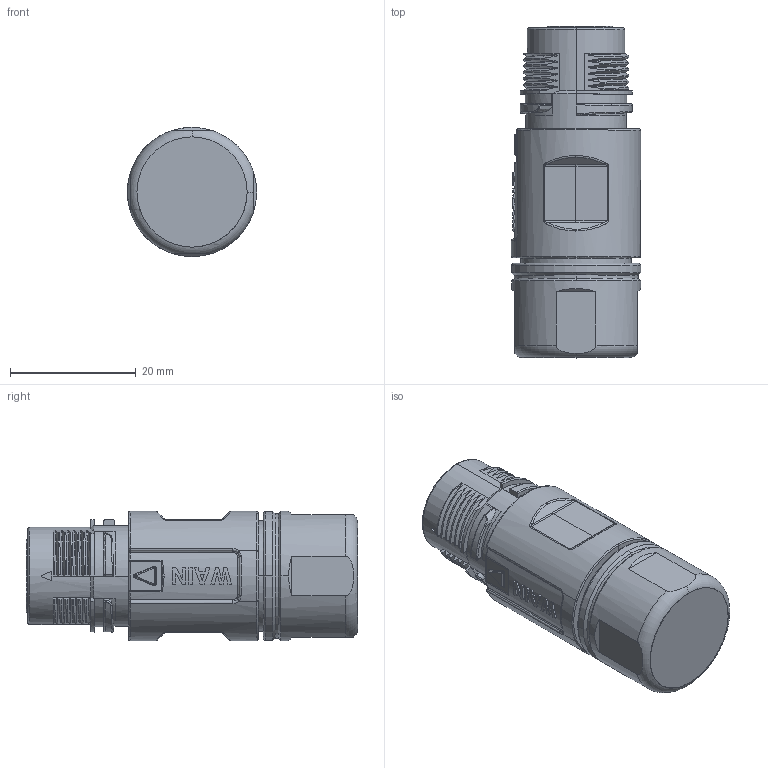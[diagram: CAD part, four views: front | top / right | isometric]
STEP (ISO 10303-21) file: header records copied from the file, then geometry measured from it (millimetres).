
FILE_DESCRIPTION((''),'2;1');
FILE_NAME('M17-007R-T-DX-SH_SW0001','2022-07-29T',('tc.chen'),(''),'PRO/ENGINEER BY PARAMETRIC TECHNOLOGY CORPORATION, 2012480','PRO/ENGINEER BY PARAMETRIC TECHNOLOGY CORPORATION, 2012480','');
FILE_SCHEMA(('AUTOMOTIVE_DESIGN { 1 0 10303 214 1 1 1 1 }'));
Products named in the file (1): M17-007R-T-DX-SH_SW0001
Bounding box: 20.52 x 52.7 x 20.5 mm (x, y, z)
Volume: 13704.1 mm3; surface area: 6904.3 mm2
Topology: 1 solids, 1 shells, 852 faces, 2330 edges, 1512 vertices
Faces by surface type: plane 416, cylinder 194, bspline 172, cone 31, torus 29, sphere 10
Entity records: 45583 total; most frequent: CARTESIAN_POINT 19795, ORIENTED_EDGE 4646, DIRECTION 3405, EDGE_CURVE 2323, VERTEX_POINT 1512, VECTOR 1271, LINE 1271, AXIS2_PLACEMENT_3D 1067
